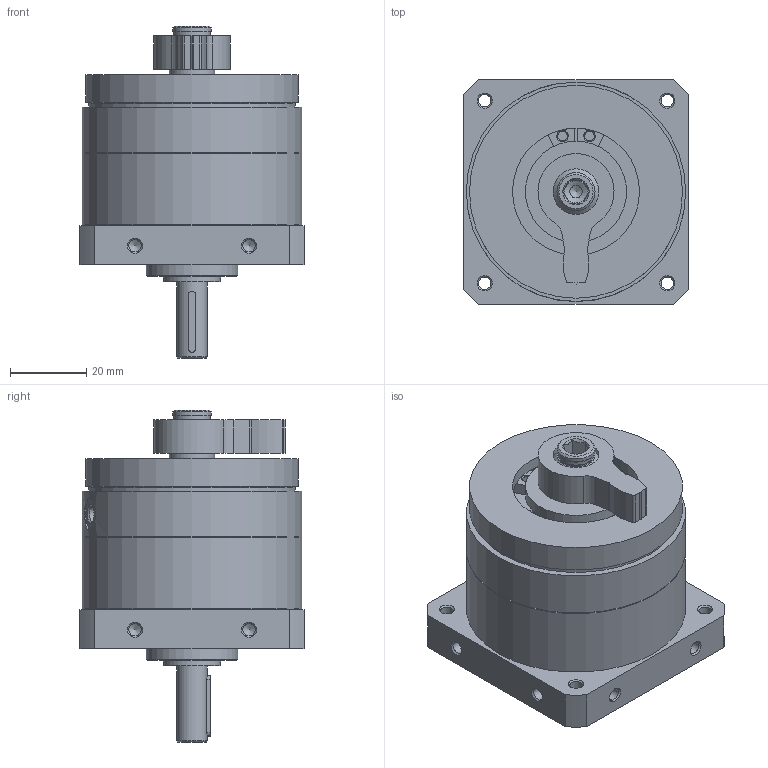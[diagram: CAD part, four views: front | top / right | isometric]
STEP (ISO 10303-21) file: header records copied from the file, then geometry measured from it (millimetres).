
FILE_DESCRIPTION(/* description */ ('STEP AP214'),/* implementation_level */ '2;1');
FILE_NAME(/* name */ '1145122_DSM-T-12-270-A-B',/* time_stamp */ '2024-08-21T19:20:00+02:00',/* author */ ('License CC BY-ND 4.0'),/* organization */ ('CADENAS'),/* preprocessor_version */ 'ST-DEVELOPER v19.3',/* originating_system */ 'PARTsolutions',/* authorisation */ ' ');
FILE_SCHEMA (('AUTOMOTIVE_DESIGN {1 0 10303 214 3 1 1}'));
Length unit declared in the file: millimetre
Products named in the file (4): 1145122 DSM-T-12-270-A-B--(0); 547591 DSM-12-270-A-B_G---(T); 342620 DSM-12_NS; 547591 DSM-12-270-A-B_K---(T)
Assembly tree (4 placements, depth 2):
  1145122 DSM-T-12-270-A-B--(0)
    547591 DSM-12-270-A-B_G---(T)
    342620 DSM-12_NS  x2
    547591 DSM-12-270-A-B_K---(T)
Bounding box: 59 x 59 x 87.3 mm (x, y, z)
Volume: 136793.5 mm3; surface area: 33196.2 mm2
Topology: 4 solids, 4 shells, 176 faces, 402 edges, 256 vertices
Faces by surface type: cylinder 69, plane 66, cone 40, torus 1
Full cylindrical faces by diameter (mm): 2.459 x3, 3.2 x1, 3.242 x11, 4.134 x2, 8 x1, 8.3 x2, 9.6 x1, 10 x2, 12 x3, 15 x1, 23 x1, 24 x1, 26.6 x1, 33.4 x1, 37 x1, 43 x2, 54.4 x1, 56 x1, 57.65 x2
Entity records: 4221 total; most frequent: DIRECTION 751, CARTESIAN_POINT 731, ORIENTED_EDGE 542, AXIS2_PLACEMENT_3D 322, FACE_BOUND 285, EDGE_LOOP 275, EDGE_CURVE 271, VERTEX_POINT 224
